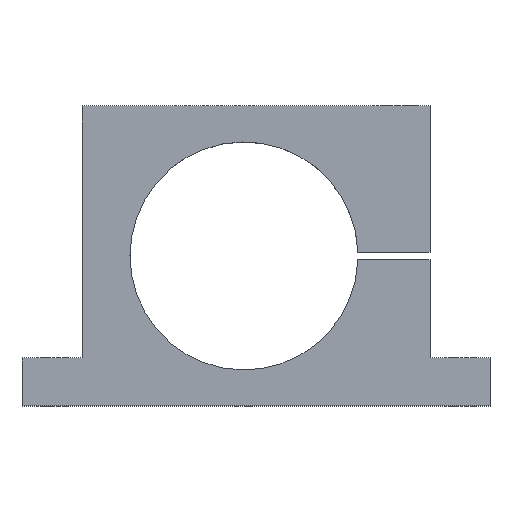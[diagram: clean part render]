
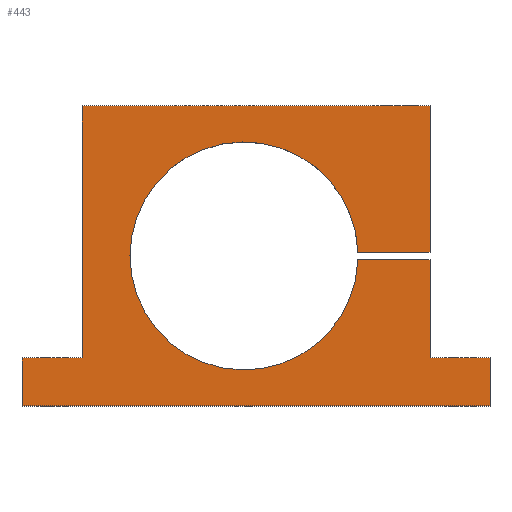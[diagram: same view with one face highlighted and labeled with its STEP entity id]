
A CAD part, top view. The second image highlights one B-rep face of the part: STEP entity #443.
In plain terms, the highlighted planar face has unit normal (0, 0, 1).
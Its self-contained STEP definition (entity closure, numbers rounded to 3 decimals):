
#4 = ORIENTED_EDGE ( 'NONE', *, *, #175, .T. ) ;
#7 = EDGE_CURVE ( 'NONE', #464, #559, #418, .T. ) ;
#11 = CARTESIAN_POINT ( 'NONE',  ( 102.5, -42.5, 15. ) ) ;
#19 = ORIENTED_EDGE ( 'NONE', *, *, #150, .T. ) ;
#21 = ORIENTED_EDGE ( 'NONE', *, *, #608, .T. ) ;
#23 = ORIENTED_EDGE ( 'NONE', *, *, #537, .T. ) ;
#27 = FACE_OUTER_BOUND ( 'NONE', #600, .T. ) ;
#28 = CARTESIAN_POINT ( 'NONE',  ( -92.5, -62.5, 15. ) ) ;
#53 = CARTESIAN_POINT ( 'NONE',  ( 77.5, -1.5, 15. ) ) ;
#57 = VERTEX_POINT ( 'NONE', #257 ) ;
#60 = DIRECTION ( 'NONE',  ( 0., 0., -1. ) ) ;
#62 = LINE ( 'NONE', #28, #200 ) ;
#72 = CARTESIAN_POINT ( 'NONE',  ( 77.5, 62.5, 15. ) ) ;
#73 = VERTEX_POINT ( 'NONE', #615 ) ;
#79 = AXIS2_PLACEMENT_3D ( 'NONE', #169, #523, #208 ) ;
#86 = DIRECTION ( 'NONE',  ( -1., 0., 0. ) ) ;
#87 = DIRECTION ( 'NONE',  ( 1., 0., 0. ) ) ;
#109 = CARTESIAN_POINT ( 'NONE',  ( 47.476, 1.5, 15. ) ) ;
#118 = DIRECTION ( 'NONE',  ( -1., 0., 0. ) ) ;
#124 = VERTEX_POINT ( 'NONE', #72 ) ;
#132 = DIRECTION ( 'NONE',  ( 0., -1., 0. ) ) ;
#134 = EDGE_CURVE ( 'NONE', #124, #455, #244, .T. ) ;
#142 = CARTESIAN_POINT ( 'NONE',  ( 77.5, 1.5, 15. ) ) ;
#150 = EDGE_CURVE ( 'NONE', #455, #370, #275, .T. ) ;
#151 = ORIENTED_EDGE ( 'NONE', *, *, #514, .T. ) ;
#155 = ORIENTED_EDGE ( 'NONE', *, *, #7, .T. ) ;
#158 = DIRECTION ( 'NONE',  ( 0., 1., 0. ) ) ;
#163 = ORIENTED_EDGE ( 'NONE', *, *, #409, .T. ) ;
#169 = CARTESIAN_POINT ( 'NONE',  ( 0., 0., 15. ) ) ;
#175 = EDGE_CURVE ( 'NONE', #489, #73, #62, .T. ) ;
#177 = DIRECTION ( 'NONE',  ( 0., -1., 0. ) ) ;
#186 = EDGE_CURVE ( 'NONE', #602, #280, #220, .T. ) ;
#200 = VECTOR ( 'NONE', #132, 1000. ) ;
#208 = DIRECTION ( 'NONE',  ( 1., 0., 0. ) ) ;
#220 = LINE ( 'NONE', #398, #308 ) ;
#225 = VECTOR ( 'NONE', #158, 1000. ) ;
#232 = ORIENTED_EDGE ( 'NONE', *, *, #396, .T. ) ;
#235 = VERTEX_POINT ( 'NONE', #538 ) ;
#238 = LINE ( 'NONE', #544, #631 ) ;
#239 = DIRECTION ( 'NONE',  ( 0., 1., 0. ) ) ;
#242 = VECTOR ( 'NONE', #118, 1000. ) ;
#244 = LINE ( 'NONE', #328, #242 ) ;
#252 = VECTOR ( 'NONE', #483, 1000. ) ;
#256 = ORIENTED_EDGE ( 'NONE', *, *, #186, .T. ) ;
#257 = CARTESIAN_POINT ( 'NONE',  ( 77.5, -1.5, 15. ) ) ;
#260 = CARTESIAN_POINT ( 'NONE',  ( -67.5, 62.5, 15. ) ) ;
#266 = CARTESIAN_POINT ( 'NONE',  ( -92.5, -42.5, 15. ) ) ;
#267 = LINE ( 'NONE', #11, #252 ) ;
#275 = LINE ( 'NONE', #530, #301 ) ;
#280 = VERTEX_POINT ( 'NONE', #540 ) ;
#297 = DIRECTION ( 'NONE',  ( 1., 0., 0. ) ) ;
#298 = EDGE_CURVE ( 'NONE', #73, #580, #499, .T. ) ;
#301 = VECTOR ( 'NONE', #177, 1000. ) ;
#308 = VECTOR ( 'NONE', #86, 1000. ) ;
#328 = CARTESIAN_POINT ( 'NONE',  ( -67.5, 62.5, 15. ) ) ;
#339 = LINE ( 'NONE', #472, #599 ) ;
#351 = CARTESIAN_POINT ( 'NONE',  ( 77.5, -1.5, 15. ) ) ;
#356 = ORIENTED_EDGE ( 'NONE', *, *, #362, .T. ) ;
#362 = EDGE_CURVE ( 'NONE', #280, #57, #376, .T. ) ;
#370 = VERTEX_POINT ( 'NONE', #632 ) ;
#371 = DIRECTION ( 'NONE',  ( -1., 0., 0. ) ) ;
#372 = CARTESIAN_POINT ( 'NONE',  ( 0., 0., 15. ) ) ;
#376 = LINE ( 'NONE', #53, #225 ) ;
#396 = EDGE_CURVE ( 'NONE', #370, #489, #339, .T. ) ;
#398 = CARTESIAN_POINT ( 'NONE',  ( 77.5, -42.5, 15. ) ) ;
#409 = EDGE_CURVE ( 'NONE', #235, #464, #609, .T. ) ;
#416 = VECTOR ( 'NONE', #297, 1000. ) ;
#418 = LINE ( 'NONE', #638, #416 ) ;
#420 = DIRECTION ( 'NONE',  ( 1., 0., 0. ) ) ;
#443 = ADVANCED_FACE ( 'NONE', ( #27 ), #478, .T. ) ;
#455 = VERTEX_POINT ( 'NONE', #260 ) ;
#459 = CARTESIAN_POINT ( 'NONE',  ( 102.5, -42.5, 15. ) ) ;
#464 = VERTEX_POINT ( 'NONE', #109 ) ;
#472 = CARTESIAN_POINT ( 'NONE',  ( -92.5, -42.5, 15. ) ) ;
#478 = PLANE ( 'NONE',  #79 ) ;
#483 = DIRECTION ( 'NONE',  ( 0., 1., 0. ) ) ;
#486 = LINE ( 'NONE', #351, #591 ) ;
#489 = VERTEX_POINT ( 'NONE', #266 ) ;
#499 = LINE ( 'NONE', #542, #595 ) ;
#506 = CARTESIAN_POINT ( 'NONE',  ( 102.5, -62.5, 15. ) ) ;
#514 = EDGE_CURVE ( 'NONE', #580, #602, #267, .T. ) ;
#523 = DIRECTION ( 'NONE',  ( 0., 0., 1. ) ) ;
#530 = CARTESIAN_POINT ( 'NONE',  ( -67.5, -42.5, 15. ) ) ;
#532 = ORIENTED_EDGE ( 'NONE', *, *, #134, .T. ) ;
#537 = EDGE_CURVE ( 'NONE', #559, #124, #238, .T. ) ;
#538 = CARTESIAN_POINT ( 'NONE',  ( 47.476, -1.5, 15. ) ) ;
#540 = CARTESIAN_POINT ( 'NONE',  ( 77.5, -42.5, 15. ) ) ;
#542 = CARTESIAN_POINT ( 'NONE',  ( 102.5, -62.5, 15. ) ) ;
#544 = CARTESIAN_POINT ( 'NONE',  ( 77.5, 62.5, 15. ) ) ;
#559 = VERTEX_POINT ( 'NONE', #142 ) ;
#560 = AXIS2_PLACEMENT_3D ( 'NONE', #372, #60, #420 ) ;
#574 = ORIENTED_EDGE ( 'NONE', *, *, #298, .T. ) ;
#580 = VERTEX_POINT ( 'NONE', #506 ) ;
#591 = VECTOR ( 'NONE', #593, 1000. ) ;
#593 = DIRECTION ( 'NONE',  ( -1., 0., 0. ) ) ;
#595 = VECTOR ( 'NONE', #87, 1000. ) ;
#599 = VECTOR ( 'NONE', #371, 1000. ) ;
#600 = EDGE_LOOP ( 'NONE', ( #163, #155, #23, #532, #19, #232, #4, #574, #151, #256, #356, #21 ) ) ;
#602 = VERTEX_POINT ( 'NONE', #459 ) ;
#608 = EDGE_CURVE ( 'NONE', #57, #235, #486, .T. ) ;
#609 = CIRCLE ( 'NONE', #560, 47.5 ) ;
#615 = CARTESIAN_POINT ( 'NONE',  ( -92.5, -62.5, 15. ) ) ;
#631 = VECTOR ( 'NONE', #239, 1000. ) ;
#632 = CARTESIAN_POINT ( 'NONE',  ( -67.5, -42.5, 15. ) ) ;
#638 = CARTESIAN_POINT ( 'NONE',  ( 77.5, 1.5, 15. ) ) ;
